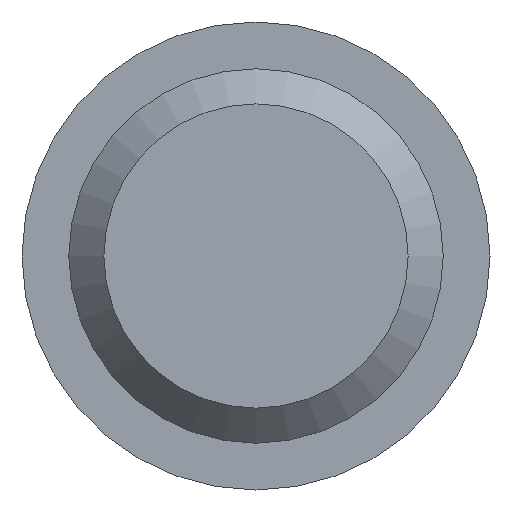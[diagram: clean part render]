
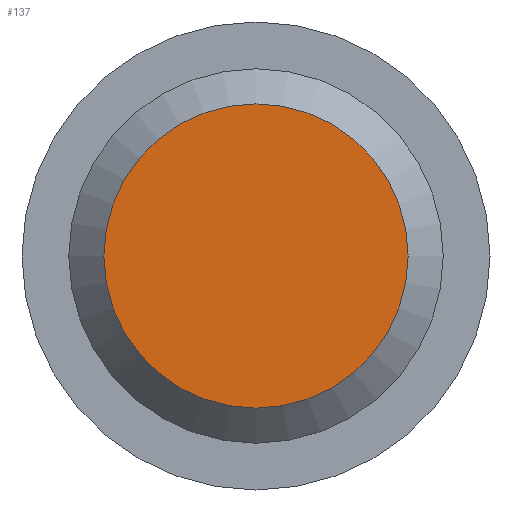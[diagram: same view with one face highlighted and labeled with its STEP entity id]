
A CAD part, front view. The second image highlights one B-rep face of the part: STEP entity #137.
In plain terms, the highlighted face is planar.
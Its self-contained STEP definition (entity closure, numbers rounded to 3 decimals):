
#30=PLANE($,#165);
#50=FACE_OUTER_BOUND($,#70,.T.);
#70=EDGE_LOOP($,(#120));
#79=CIRCLE($,#161,3.25);
#89=VERTEX_POINT($,#250);
#99=EDGE_CURVE($,#89,#89,#79,.T.);
#120=ORIENTED_EDGE($,*,*,#99,.F.);
#137=ADVANCED_FACE($,(#50),#30,.T.);
#161=AXIS2_PLACEMENT_3D($,#251,#207,#208);
#165=AXIS2_PLACEMENT_3D($,#256,#215,#216);
#207=DIRECTION('center_axis',(0.,-1.,0.));
#208=DIRECTION('ref_axis',(1.,0.,0.));
#215=DIRECTION('center_axis',(0.,1.,0.));
#216=DIRECTION('ref_axis',(0.,0.,1.));
#250=CARTESIAN_POINT('',(3.25,-4.7,0.));
#251=CARTESIAN_POINT('Origin',(0.,-4.7,0.));
#256=CARTESIAN_POINT('Origin',(1.625,-4.7,0.));
